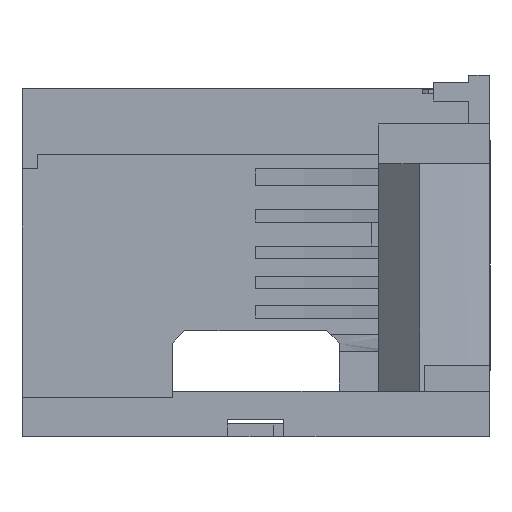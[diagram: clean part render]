
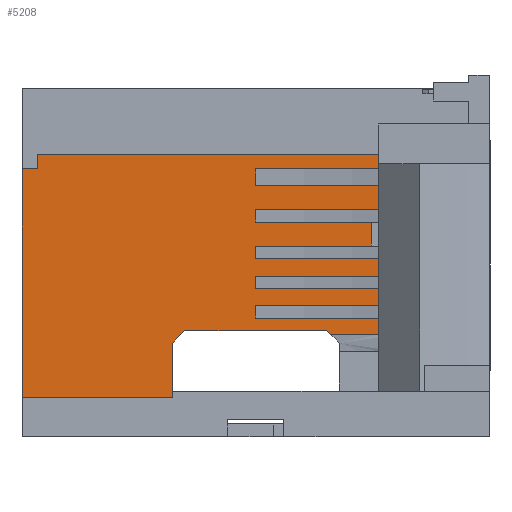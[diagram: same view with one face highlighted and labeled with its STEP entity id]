
A CAD part, front view. The second image highlights one B-rep face of the part: STEP entity #5208.
In plain terms, the highlighted planar face has unit normal (0, -1, 0).
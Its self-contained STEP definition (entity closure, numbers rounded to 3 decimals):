
#187=DIRECTION('',(0.707,0.,-0.707));
#188=VECTOR('',#187,0.566);
#189=CARTESIAN_POINT('',(-76.48,29.939,34.542));
#190=LINE('',#189,#188);
#191=DIRECTION('',(0.,0.,-1.));
#192=VECTOR('',#191,2.3);
#193=CARTESIAN_POINT('',(-72.23,29.939,44.942));
#194=LINE('',#193,#192);
#195=DIRECTION('',(0.,0.,-1.));
#196=VECTOR('',#195,1.2);
#197=CARTESIAN_POINT('',(-83.28,29.939,42.642));
#198=LINE('',#197,#196);
#199=DIRECTION('',(-1.,0.,0.));
#200=VECTOR('',#199,13.7);
#201=CARTESIAN_POINT('',(-69.58,29.939,41.442));
#202=LINE('',#201,#200);
#203=DIRECTION('',(0.,0.,-1.));
#204=VECTOR('',#203,1.2);
#205=CARTESIAN_POINT('',(-83.28,29.939,39.742));
#206=LINE('',#205,#204);
#207=DIRECTION('',(-1.,0.,0.));
#208=VECTOR('',#207,13.7);
#209=CARTESIAN_POINT('',(-69.58,29.939,38.542));
#210=LINE('',#209,#208);
#211=DIRECTION('',(0.,0.,-1.));
#212=VECTOR('',#211,1.2);
#213=CARTESIAN_POINT('',(-83.28,29.939,36.942));
#214=LINE('',#213,#212);
#215=DIRECTION('',(-1.,0.,0.));
#216=VECTOR('',#215,13.7);
#217=CARTESIAN_POINT('',(-69.58,29.939,35.742));
#218=LINE('',#217,#216);
#219=DIRECTION('',(-1.,0.,0.));
#220=VECTOR('',#219,13.6);
#221=CARTESIAN_POINT('',(-76.48,29.939,34.542));
#222=LINE('',#221,#220);
#223=DIRECTION('',(-0.707,0.,-0.707));
#224=VECTOR('',#223,1.697);
#225=CARTESIAN_POINT('',(-90.08,29.939,34.542));
#226=LINE('',#225,#224);
#227=DIRECTION('',(1.,0.,0.));
#228=VECTOR('',#227,14.4);
#229=CARTESIAN_POINT('',(-105.68,29.939,28.142));
#230=LINE('',#229,#228);
#231=DIRECTION('',(0.,0.,1.));
#232=VECTOR('',#231,21.9);
#233=CARTESIAN_POINT('',(-105.68,29.939,28.142));
#234=LINE('',#233,#232);
#235=DIRECTION('',(1.,0.,0.));
#236=VECTOR('',#235,1.5);
#237=CARTESIAN_POINT('',(-105.68,29.939,50.042));
#238=LINE('',#237,#236);
#239=DIRECTION('',(0.,0.,-1.));
#240=VECTOR('',#239,1.4);
#241=CARTESIAN_POINT('',(-104.18,29.939,51.442));
#242=LINE('',#241,#240);
#243=DIRECTION('',(1.,0.,0.));
#244=VECTOR('',#243,34.6);
#245=CARTESIAN_POINT('',(-104.18,29.939,51.442));
#246=LINE('',#245,#244);
#247=DIRECTION('',(-1.,0.,0.));
#248=VECTOR('',#247,13.7);
#249=CARTESIAN_POINT('',(-69.58,29.939,50.042));
#250=LINE('',#249,#248);
#251=DIRECTION('',(0.,0.,-1.));
#252=VECTOR('',#251,1.6);
#253=CARTESIAN_POINT('',(-83.28,29.939,50.042));
#254=LINE('',#253,#252);
#255=DIRECTION('',(-1.,0.,0.));
#256=VECTOR('',#255,13.7);
#257=CARTESIAN_POINT('',(-69.58,29.939,48.442));
#258=LINE('',#257,#256);
#259=DIRECTION('',(0.,0.,-1.));
#260=VECTOR('',#259,1.2);
#261=CARTESIAN_POINT('',(-83.28,29.939,46.142));
#262=LINE('',#261,#260);
#263=DIRECTION('',(-1.,0.,0.));
#264=VECTOR('',#263,11.05);
#265=CARTESIAN_POINT('',(-72.23,29.939,44.942));
#266=LINE('',#265,#264);
#418=DIRECTION('',(0.,0.,-1.));
#419=VECTOR('',#418,2.3);
#420=CARTESIAN_POINT('',(-69.58,29.939,48.442));
#421=LINE('',#420,#419);
#434=DIRECTION('',(0.,0.,1.));
#435=VECTOR('',#434,1.4);
#436=CARTESIAN_POINT('',(-69.58,29.939,50.042));
#437=LINE('',#436,#435);
#454=DIRECTION('',(0.,0.,-1.));
#455=VECTOR('',#454,1.6);
#456=CARTESIAN_POINT('',(-69.58,29.939,35.742));
#457=LINE('',#456,#455);
#470=DIRECTION('',(0.,0.,-1.));
#471=VECTOR('',#470,1.6);
#472=CARTESIAN_POINT('',(-69.58,29.939,38.542));
#473=LINE('',#472,#471);
#494=DIRECTION('',(0.,0.,-1.));
#495=VECTOR('',#494,1.7);
#496=CARTESIAN_POINT('',(-69.58,29.939,41.442));
#497=LINE('',#496,#495);
#690=DIRECTION('',(-1.,0.,0.));
#691=VECTOR('',#690,13.7);
#692=CARTESIAN_POINT('',(-69.58,29.939,46.142));
#693=LINE('',#692,#691);
#787=DIRECTION('',(0.,0.,1.));
#788=VECTOR('',#787,5.2);
#789=CARTESIAN_POINT('',(-91.28,29.939,28.142));
#790=LINE('',#789,#788);
#3648=DIRECTION('',(-1.,0.,0.));
#3649=VECTOR('',#3648,6.5);
#3650=CARTESIAN_POINT('',(-69.58,29.939,34.142));
#3651=LINE('',#3650,#3649);
#3652=DIRECTION('',(-1.,0.,0.));
#3653=VECTOR('',#3652,13.7);
#3654=CARTESIAN_POINT('',(-69.58,29.939,36.942));
#3655=LINE('',#3654,#3653);
#3696=DIRECTION('',(-1.,0.,0.));
#3697=VECTOR('',#3696,11.05);
#3698=CARTESIAN_POINT('',(-72.23,29.939,42.642));
#3699=LINE('',#3698,#3697);
#3724=DIRECTION('',(-1.,0.,0.));
#3725=VECTOR('',#3724,13.7);
#3726=CARTESIAN_POINT('',(-69.58,29.939,39.742));
#3727=LINE('',#3726,#3725);
#3782=CARTESIAN_POINT('',(-105.68,29.939,28.142));
#3784=VERTEX_POINT('',#3782);
#3788=CARTESIAN_POINT('',(-91.28,29.939,28.142));
#3789=VERTEX_POINT('',#3788);
#3800=CARTESIAN_POINT('',(-90.08,29.939,34.542));
#3801=CARTESIAN_POINT('',(-91.28,29.939,33.342));
#3802=VERTEX_POINT('',#3800);
#3803=VERTEX_POINT('',#3801);
#4299=CARTESIAN_POINT('',(-69.58,29.939,51.442));
#4301=VERTEX_POINT('',#4299);
#4311=CARTESIAN_POINT('',(-105.68,29.939,50.042));
#4313=VERTEX_POINT('',#4311);
#4315=CARTESIAN_POINT('',(-104.18,29.939,50.042));
#4316=VERTEX_POINT('',#4315);
#4317=CARTESIAN_POINT('',(-104.18,29.939,51.442));
#4318=VERTEX_POINT('',#4317);
#4327=CARTESIAN_POINT('',(-69.58,29.939,50.042));
#4328=CARTESIAN_POINT('',(-83.28,29.939,50.042));
#4329=VERTEX_POINT('',#4327);
#4330=VERTEX_POINT('',#4328);
#4335=CARTESIAN_POINT('',(-69.58,29.939,48.442));
#4336=CARTESIAN_POINT('',(-69.58,29.939,46.142));
#4337=VERTEX_POINT('',#4335);
#4338=VERTEX_POINT('',#4336);
#4339=CARTESIAN_POINT('',(-69.58,29.939,38.542));
#4340=CARTESIAN_POINT('',(-69.58,29.939,36.942));
#4341=VERTEX_POINT('',#4339);
#4342=VERTEX_POINT('',#4340);
#4343=CARTESIAN_POINT('',(-69.58,29.939,35.742));
#4344=CARTESIAN_POINT('',(-69.58,29.939,34.142));
#4345=VERTEX_POINT('',#4343);
#4346=VERTEX_POINT('',#4344);
#4347=CARTESIAN_POINT('',(-69.58,29.939,41.442));
#4348=CARTESIAN_POINT('',(-69.58,29.939,39.742));
#4349=VERTEX_POINT('',#4347);
#4350=VERTEX_POINT('',#4348);
#4351=CARTESIAN_POINT('',(-83.28,29.939,46.142));
#4353=VERTEX_POINT('',#4351);
#4355=CARTESIAN_POINT('',(-83.28,29.939,48.442));
#4357=VERTEX_POINT('',#4355);
#4359=CARTESIAN_POINT('',(-83.28,29.939,36.942));
#4361=VERTEX_POINT('',#4359);
#4363=CARTESIAN_POINT('',(-83.28,29.939,35.742));
#4365=VERTEX_POINT('',#4363);
#4367=CARTESIAN_POINT('',(-83.28,29.939,41.442));
#4369=VERTEX_POINT('',#4367);
#4371=CARTESIAN_POINT('',(-83.28,29.939,44.942));
#4372=VERTEX_POINT('',#4371);
#4373=CARTESIAN_POINT('',(-83.28,29.939,42.642));
#4374=VERTEX_POINT('',#4373);
#4375=CARTESIAN_POINT('',(-83.28,29.939,39.742));
#4376=CARTESIAN_POINT('',(-83.28,29.939,38.542));
#4377=VERTEX_POINT('',#4375);
#4378=VERTEX_POINT('',#4376);
#4381=CARTESIAN_POINT('',(-76.48,29.939,34.542));
#4382=VERTEX_POINT('',#4381);
#4387=CARTESIAN_POINT('',(-76.08,29.939,34.142));
#4388=VERTEX_POINT('',#4387);
#4893=CARTESIAN_POINT('',(-72.23,29.939,44.942));
#4894=CARTESIAN_POINT('',(-72.23,29.939,42.642));
#4895=VERTEX_POINT('',#4893);
#4896=VERTEX_POINT('',#4894);
#5140=CARTESIAN_POINT('',(-105.68,29.939,24.392));
#5141=DIRECTION('',(0.,-1.,0.));
#5142=DIRECTION('',(1.,0.,0.));
#5143=AXIS2_PLACEMENT_3D('',#5140,#5141,#5142);
#5144=PLANE('',#5143);
#5146=ORIENTED_EDGE('',*,*,#5145,.T.);
#5148=ORIENTED_EDGE('',*,*,#5147,.T.);
#5150=ORIENTED_EDGE('',*,*,#5149,.T.);
#5152=ORIENTED_EDGE('',*,*,#5151,.F.);
#5154=ORIENTED_EDGE('',*,*,#5153,.T.);
#5156=ORIENTED_EDGE('',*,*,#5155,.T.);
#5158=ORIENTED_EDGE('',*,*,#5157,.T.);
#5160=ORIENTED_EDGE('',*,*,#5159,.F.);
#5162=ORIENTED_EDGE('',*,*,#5161,.T.);
#5164=ORIENTED_EDGE('',*,*,#5163,.T.);
#5166=ORIENTED_EDGE('',*,*,#5165,.T.);
#5168=ORIENTED_EDGE('',*,*,#5167,.F.);
#5170=ORIENTED_EDGE('',*,*,#5169,.T.);
#5172=ORIENTED_EDGE('',*,*,#5171,.T.);
#5173=ORIENTED_EDGE('',*,*,#5126,.F.);
#5175=ORIENTED_EDGE('',*,*,#5174,.T.);
#5177=ORIENTED_EDGE('',*,*,#5176,.T.);
#5179=ORIENTED_EDGE('',*,*,#5178,.F.);
#5181=ORIENTED_EDGE('',*,*,#5180,.F.);
#5183=ORIENTED_EDGE('',*,*,#5182,.T.);
#5185=ORIENTED_EDGE('',*,*,#5184,.T.);
#5187=ORIENTED_EDGE('',*,*,#5186,.F.);
#5189=ORIENTED_EDGE('',*,*,#5188,.T.);
#5191=ORIENTED_EDGE('',*,*,#5190,.F.);
#5193=ORIENTED_EDGE('',*,*,#5192,.T.);
#5195=ORIENTED_EDGE('',*,*,#5194,.T.);
#5197=ORIENTED_EDGE('',*,*,#5196,.F.);
#5199=ORIENTED_EDGE('',*,*,#5198,.T.);
#5201=ORIENTED_EDGE('',*,*,#5200,.T.);
#5203=ORIENTED_EDGE('',*,*,#5202,.T.);
#5205=ORIENTED_EDGE('',*,*,#5204,.F.);
#5206=EDGE_LOOP('',(#5146,#5148,#5150,#5152,#5154,#5156,#5158,#5160,#5162,#5164,
#5166,#5168,#5170,#5172,#5173,#5175,#5177,#5179,#5181,#5183,#5185,#5187,#5189,
#5191,#5193,#5195,#5197,#5199,#5201,#5203,#5205));
#5207=FACE_OUTER_BOUND('',#5206,.F.);
#5126=EDGE_CURVE('',#4382,#4388,#190,.T.);
#5145=EDGE_CURVE('',#4895,#4896,#194,.T.);
#5147=EDGE_CURVE('',#4896,#4374,#3699,.T.);
#5149=EDGE_CURVE('',#4374,#4369,#198,.T.);
#5151=EDGE_CURVE('',#4349,#4369,#202,.T.);
#5153=EDGE_CURVE('',#4349,#4350,#497,.T.);
#5155=EDGE_CURVE('',#4350,#4377,#3727,.T.);
#5157=EDGE_CURVE('',#4377,#4378,#206,.T.);
#5159=EDGE_CURVE('',#4341,#4378,#210,.T.);
#5161=EDGE_CURVE('',#4341,#4342,#473,.T.);
#5163=EDGE_CURVE('',#4342,#4361,#3655,.T.);
#5165=EDGE_CURVE('',#4361,#4365,#214,.T.);
#5167=EDGE_CURVE('',#4345,#4365,#218,.T.);
#5169=EDGE_CURVE('',#4345,#4346,#457,.T.);
#5171=EDGE_CURVE('',#4346,#4388,#3651,.T.);
#5174=EDGE_CURVE('',#4382,#3802,#222,.T.);
#5176=EDGE_CURVE('',#3802,#3803,#226,.T.);
#5178=EDGE_CURVE('',#3789,#3803,#790,.T.);
#5180=EDGE_CURVE('',#3784,#3789,#230,.T.);
#5182=EDGE_CURVE('',#3784,#4313,#234,.T.);
#5184=EDGE_CURVE('',#4313,#4316,#238,.T.);
#5186=EDGE_CURVE('',#4318,#4316,#242,.T.);
#5188=EDGE_CURVE('',#4318,#4301,#246,.T.);
#5190=EDGE_CURVE('',#4329,#4301,#437,.T.);
#5192=EDGE_CURVE('',#4329,#4330,#250,.T.);
#5194=EDGE_CURVE('',#4330,#4357,#254,.T.);
#5196=EDGE_CURVE('',#4337,#4357,#258,.T.);
#5198=EDGE_CURVE('',#4337,#4338,#421,.T.);
#5200=EDGE_CURVE('',#4338,#4353,#693,.T.);
#5202=EDGE_CURVE('',#4353,#4372,#262,.T.);
#5204=EDGE_CURVE('',#4895,#4372,#266,.T.);
#5208=ADVANCED_FACE('',(#5207),#5144,.T.);
